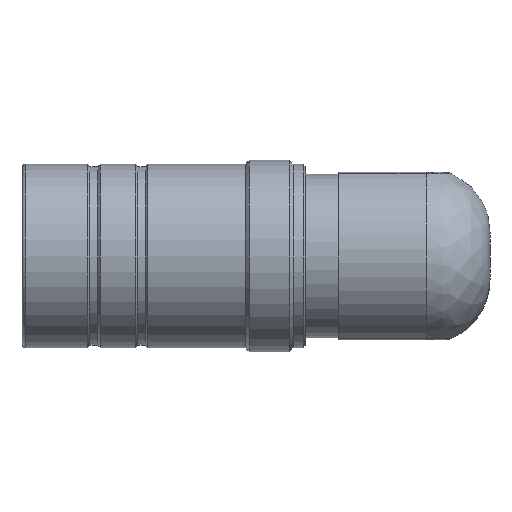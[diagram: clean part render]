
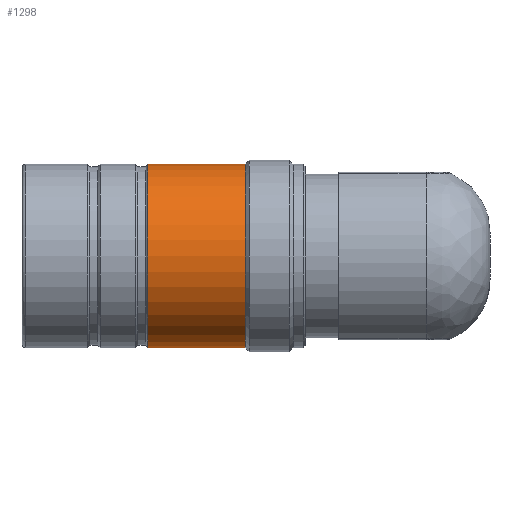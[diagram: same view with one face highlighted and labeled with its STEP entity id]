
A CAD part, front view. The second image highlights one B-rep face of the part: STEP entity #1298.
In plain terms, the highlighted cylindrical face has radius 11.5 mm (diameter 23 mm), a full revolution.
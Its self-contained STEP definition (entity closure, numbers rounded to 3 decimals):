
#133=LINE('',#2646,#187);
#187=VECTOR('',#1868,11.5);
#223=CYLINDRICAL_SURFACE('',#1482,11.5);
#302=FACE_OUTER_BOUND('',#400,.T.);
#400=EDGE_LOOP('',(#1109,#1110,#1111,#1112));
#512=CIRCLE('',#1481,11.5);
#513=CIRCLE('',#1483,11.5);
#615=VERTEX_POINT('',#2640);
#616=VERTEX_POINT('',#2644);
#779=EDGE_CURVE('',#615,#615,#512,.T.);
#781=EDGE_CURVE('',#616,#616,#513,.T.);
#782=EDGE_CURVE('',#616,#615,#133,.T.);
#1109=ORIENTED_EDGE('',*,*,#781,.F.);
#1110=ORIENTED_EDGE('',*,*,#782,.T.);
#1111=ORIENTED_EDGE('',*,*,#779,.T.);
#1112=ORIENTED_EDGE('',*,*,#782,.F.);
#1298=ADVANCED_FACE('',(#302),#223,.T.);
#1481=AXIS2_PLACEMENT_3D('',#2641,#1861,#1862);
#1482=AXIS2_PLACEMENT_3D('',#2643,#1864,#1865);
#1483=AXIS2_PLACEMENT_3D('',#2645,#1866,#1867);
#1861=DIRECTION('center_axis',(1.,0.,0.));
#1862=DIRECTION('ref_axis',(0.,0.,1.));
#1864=DIRECTION('center_axis',(1.,0.,0.));
#1865=DIRECTION('ref_axis',(0.,-1.,0.));
#1866=DIRECTION('center_axis',(1.,0.,0.));
#1867=DIRECTION('ref_axis',(0.,0.,1.));
#1868=DIRECTION('',(-1.,0.,0.));
#2640=CARTESIAN_POINT('',(15.8,11.5,0.));
#2641=CARTESIAN_POINT('Origin',(15.8,0.,0.));
#2643=CARTESIAN_POINT('Origin',(21.9,0.,0.));
#2644=CARTESIAN_POINT('',(28.,11.5,0.));
#2645=CARTESIAN_POINT('Origin',(28.,0.,0.));
#2646=CARTESIAN_POINT('',(21.9,11.5,0.));
